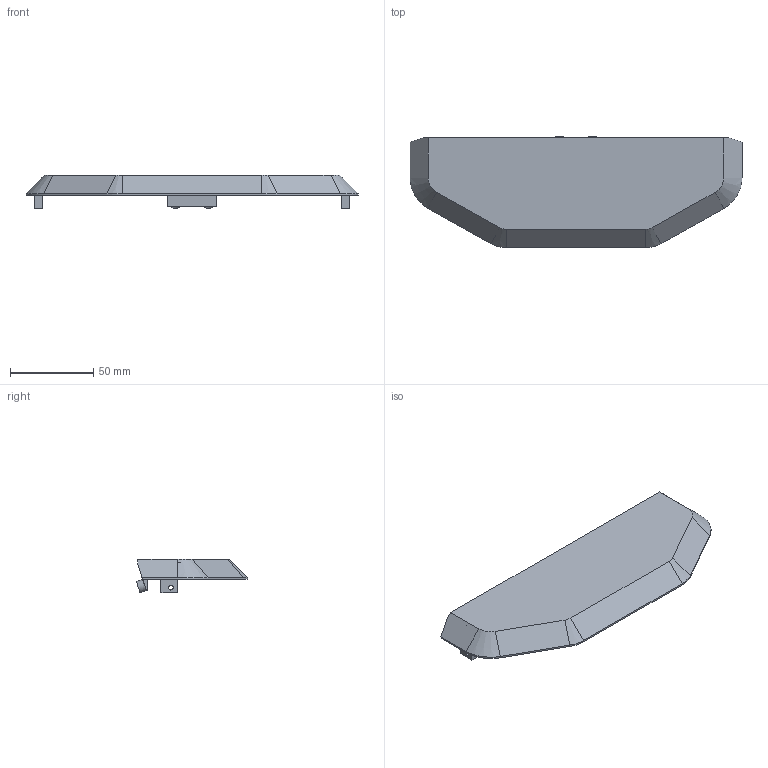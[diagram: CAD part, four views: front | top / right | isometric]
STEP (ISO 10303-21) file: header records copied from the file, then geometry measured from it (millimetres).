
FILE_DESCRIPTION(('FreeCAD Model'),'2;1');
FILE_NAME('Open CASCADE Shape Model','2023-10-19T09:03:56',(''),(''), 'Open CASCADE STEP processor 7.5','FreeCAD','Unknown');
FILE_SCHEMA(('AUTOMOTIVE_DESIGN { 1 0 10303 214 1 1 1 1 }'));
Length unit declared in the file: millimetre
Products named in the file (1): T07_front_cover
Bounding box: 200 x 66.98 x 20 mm (x, y, z)
Volume: 42163.3 mm3; surface area: 30673.1 mm2
Topology: 1 solids, 1 shells, 57 faces, 140 edges, 88 vertices
Faces by surface type: plane 41, cylinder 10, cone 6
Full cylindrical faces by diameter (mm): 2.9 x2, 7 x2
Entity records: 3530 total; most frequent: CARTESIAN_POINT 628, DIRECTION 550, LINE 372, VECTOR 372, ORIENTED_EDGE 280, PCURVE 280, DEFINITIONAL_REPRESENTATION 280, EDGE_CURVE 140
